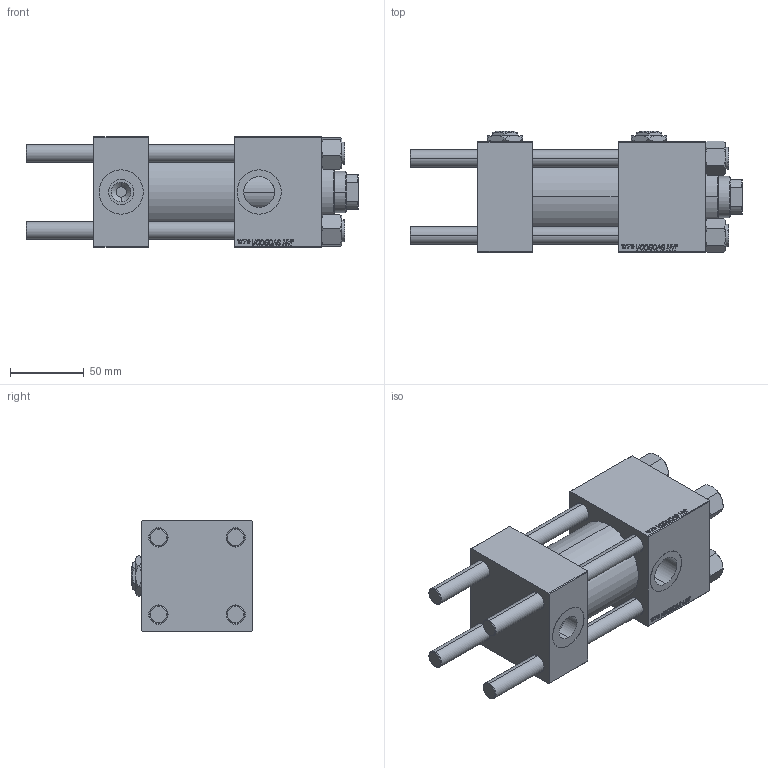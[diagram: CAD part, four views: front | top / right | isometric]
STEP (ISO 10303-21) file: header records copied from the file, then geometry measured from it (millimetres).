
FILE_DESCRIPTION (( 'STEP AP203' ), '1' );
FILE_NAME ('9431.STEP', '2022-05-13T12:46:48', ( '' ), ( '' ), 'SwSTEP 2.0', 'SolidWorks 2019', '' );
FILE_SCHEMA (( 'CONFIG_CONTROL_DESIGN' ));
Length unit declared in the file: millimetre
Products named in the file (7): V215CR_VCP ec4e2c9afc26815e89460cd2335bba05; 9431; CR025_012_A_0_G_A_G_M_020_+#_##_TYCINKA ec4e2c9afc26815e89460cd2335bba05; Zatka_pro_OIL_PORT ec4e2c9afc26815e89460cd2335bba05; NUT_M5 ec4e2c9afc26815e89460cd2335bba05; V215CR_BODY_A ec4e2c9afc26815e89460cd2335bba05; V215_VC_A ec4e2c9afc26815e89460cd2335bba05
Assembly tree (13 placements, depth 2):
  9431
    V215CR_BODY_A ec4e2c9afc26815e89460cd2335bba05
    CR025_012_A_0_G_A_G_M_020_+#_##_TYCINKA ec4e2c9afc26815e89460cd2335bba05  x4
    NUT_M5 ec4e2c9afc26815e89460cd2335bba05  x4
    V215CR_VCP ec4e2c9afc26815e89460cd2335bba05
    V215_VC_A ec4e2c9afc26815e89460cd2335bba05
    Zatka_pro_OIL_PORT ec4e2c9afc26815e89460cd2335bba05  x2
Bounding box: 225 x 82.22 x 75 mm (x, y, z)
Volume: 696837.7 mm3; surface area: 171684.5 mm2
Topology: 13 solids, 13 shells, 1241 faces, 3098 edges, 1999 vertices
Faces by surface type: plane 569, bspline 392, cone 178, cylinder 94, torus 8
Entity records: 52075 total; most frequent: CARTESIAN_POINT 27665, ORIENTED_EDGE 5496, DIRECTION 3528, EDGE_CURVE 2748, VERTEX_POINT 1797, LINE 1636, VECTOR 1636, EDGE_LOOP 1217
